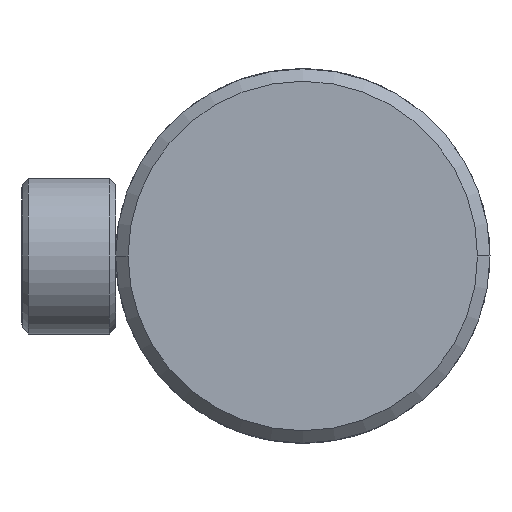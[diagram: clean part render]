
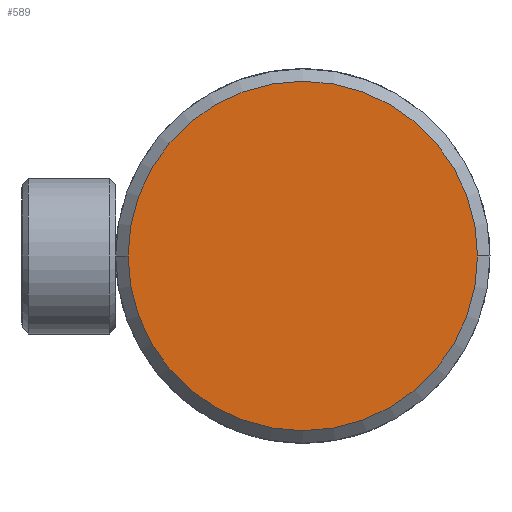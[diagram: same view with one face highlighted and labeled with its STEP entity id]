
A CAD part, left-side view. The second image highlights one B-rep face of the part: STEP entity #589.
In plain terms, the highlighted planar face has unit normal (-1, 0, 0).
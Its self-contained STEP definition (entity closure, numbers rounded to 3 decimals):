
#119 = EDGE_CURVE ( 'NONE', #4308, #1374, #3779, .T. ) ;
#358 = CARTESIAN_POINT ( 'NONE',  ( -47., 0., 0. ) ) ;
#520 = PLANE ( 'NONE',  #1410 ) ;
#589 = ADVANCED_FACE ( 'NONE', ( #1936 ), #520, .T. ) ;
#600 = DIRECTION ( 'NONE',  ( 0., -1., 0. ) ) ;
#863 = DIRECTION ( 'NONE',  ( -1., 0., 0. ) ) ;
#866 = CIRCLE ( 'NONE', #983, 28. ) ;
#983 = AXIS2_PLACEMENT_3D ( 'NONE', #1153, #2676, #3773 ) ;
#1018 = DIRECTION ( 'NONE',  ( -1., 0., 0. ) ) ;
#1153 = CARTESIAN_POINT ( 'NONE',  ( -47., 0., 0. ) ) ;
#1374 = VERTEX_POINT ( 'NONE', #1395 ) ;
#1395 = CARTESIAN_POINT ( 'NONE',  ( -47., -28., 0. ) ) ;
#1410 = AXIS2_PLACEMENT_3D ( 'NONE', #2608, #863, #600 ) ;
#1786 = EDGE_CURVE ( 'NONE', #1374, #4308, #866, .T. ) ;
#1936 = FACE_OUTER_BOUND ( 'NONE', #2887, .T. ) ;
#2332 = AXIS2_PLACEMENT_3D ( 'NONE', #358, #1018, #2369 ) ;
#2369 = DIRECTION ( 'NONE',  ( 0., -1., 0. ) ) ;
#2608 = CARTESIAN_POINT ( 'NONE',  ( -47., 0., 0. ) ) ;
#2676 = DIRECTION ( 'NONE',  ( -1., 0., 0. ) ) ;
#2692 = ORIENTED_EDGE ( 'NONE', *, *, #1786, .T. ) ;
#2776 = CARTESIAN_POINT ( 'NONE',  ( -47., 28., 0. ) ) ;
#2887 = EDGE_LOOP ( 'NONE', ( #3625, #2692 ) ) ;
#3625 = ORIENTED_EDGE ( 'NONE', *, *, #119, .T. ) ;
#3773 = DIRECTION ( 'NONE',  ( 0., -1., 0. ) ) ;
#3779 = CIRCLE ( 'NONE', #2332, 28. ) ;
#4308 = VERTEX_POINT ( 'NONE', #2776 ) ;
